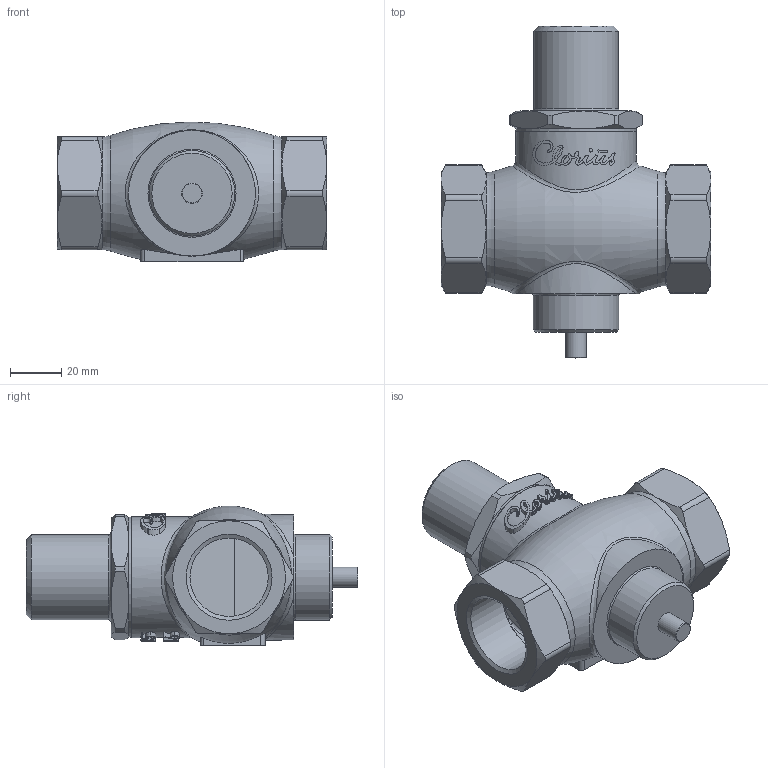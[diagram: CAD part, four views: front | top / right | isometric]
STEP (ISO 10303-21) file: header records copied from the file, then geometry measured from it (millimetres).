
FILE_DESCRIPTION (( 'STEP AP214' ), '1' );
FILE_NAME ('2111360.STEP', '2016-03-10T09:26:01', ( 'GFR' ), ( '' ), 'SwSTEP 2.0', 'SolidWorks 2014', '' );
FILE_SCHEMA (( 'AUTOMOTIVE_DESIGN' ));
Length unit declared in the file: millimetre
Products named in the file (1): 2111360
Bounding box: 105 x 129.3 x 54.49 mm (x, y, z)
Surface area: 41753.9 mm2 (no closed solid volume)
Topology: 0 solids, 6 shells, 620 faces, 1944 edges, 1298 vertices
Faces by surface type: plane 449, cylinder 69, bspline 52, cone 41, torus 9
Full cylindrical faces by diameter (mm): 8 x1, 30.5 x2, 33.1 x1, 33.3 x1, 47 x2
Entity records: 32674 total; most frequent: CARTESIAN_POINT 11867, ORIENTED_EDGE 3565, DIRECTION 2133, EDGE_CURVE 1911, VERTEX_POINT 1286, AXIS2_PLACEMENT_3D 739, EDGE_LOOP 665, LINE 655
